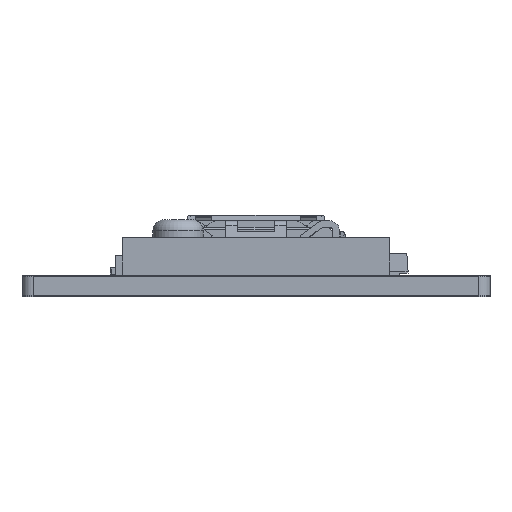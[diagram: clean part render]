
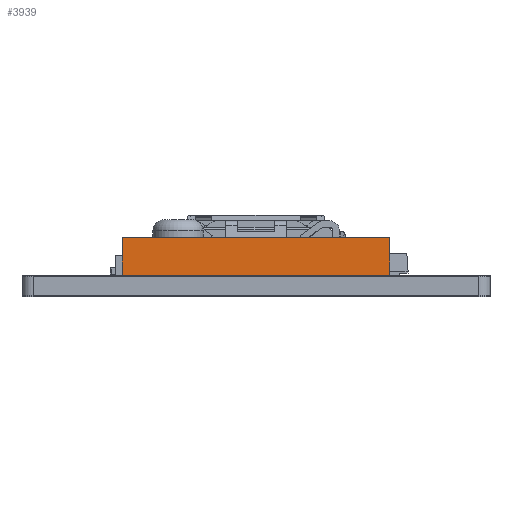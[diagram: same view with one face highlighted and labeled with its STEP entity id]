
A CAD part, front view. The second image highlights one B-rep face of the part: STEP entity #3939.
In plain terms, the highlighted planar face has unit normal (0, -1, 0).
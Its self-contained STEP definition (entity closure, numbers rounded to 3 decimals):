
#3939=ADVANCED_FACE('',(#10920),#10921,.F.);
#10920=FACE_OUTER_BOUND('',#19113,.T.);
#10921=PLANE('',#19114);
#19113=EDGE_LOOP('',(#45625,#45626,#45627,#45628));
#19114=AXIS2_PLACEMENT_3D('',#45629,#45630,#45631);
#45625=ORIENTED_EDGE('',*,*,#55272,.T.);
#45626=ORIENTED_EDGE('',*,*,#55273,.F.);
#45627=ORIENTED_EDGE('',*,*,#55274,.F.);
#45628=ORIENTED_EDGE('',*,*,#55275,.T.);
#45629=CARTESIAN_POINT('',(16.5,8.2,0.0));
#45630=DIRECTION('',(0.,1.0,0.0));
#45631=DIRECTION('',(-1.0,0.,0.0));
#55272=EDGE_CURVE('',#70436,#70437,#70438,.T.);
#55273=EDGE_CURVE('',#70439,#70437,#70440,.T.);
#55274=EDGE_CURVE('',#70441,#70439,#70442,.T.);
#55275=EDGE_CURVE('',#70441,#70436,#70443,.T.);
#70436=VERTEX_POINT('',#92818);
#70437=VERTEX_POINT('',#92819);
#70438=LINE('',#92820,#92821);
#70439=VERTEX_POINT('',#92822);
#70440=LINE('',#92823,#92824);
#70441=VERTEX_POINT('',#92825);
#70442=LINE('',#92826,#92827);
#70443=LINE('',#92828,#92829);
#92818=CARTESIAN_POINT('',(16.5,8.2,1.7));
#92819=CARTESIAN_POINT('',(4.5,8.2,1.7));
#92820=CARTESIAN_POINT('',(16.5,8.2,1.7));
#92821=VECTOR('',#105757,1.0);
#92822=CARTESIAN_POINT('',(4.5,8.2,0.0));
#92823=CARTESIAN_POINT('',(4.5,8.2,0.0));
#92824=VECTOR('',#105758,1.0);
#92825=CARTESIAN_POINT('',(16.5,8.2,0.0));
#92826=CARTESIAN_POINT('',(16.5,8.2,0.0));
#92827=VECTOR('',#105759,1.0);
#92828=CARTESIAN_POINT('',(16.5,8.2,0.0));
#92829=VECTOR('',#105760,1.0);
#105757=DIRECTION('',(-1.0,0.,0.0));
#105758=DIRECTION('',(0.0,0.0,1.0));
#105759=DIRECTION('',(-1.0,0.,0.0));
#105760=DIRECTION('',(0.0,0.0,1.0));
